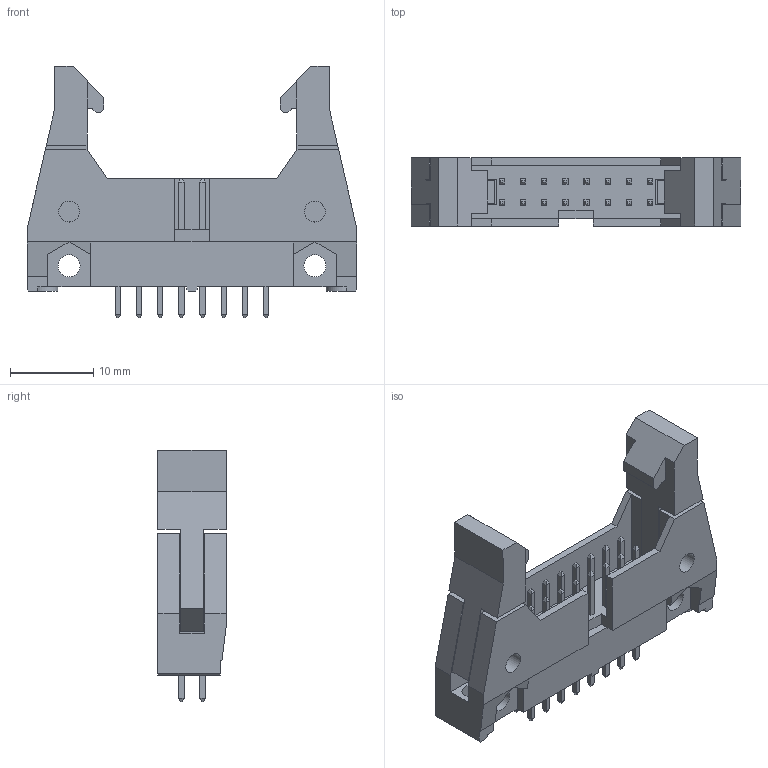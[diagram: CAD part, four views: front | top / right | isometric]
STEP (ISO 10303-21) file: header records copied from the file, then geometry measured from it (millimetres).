
FILE_DESCRIPTION(('FreeCAD Model'),'2;1');
FILE_NAME( 'xg4a-1631.step', '2018-05-08T17:56:55',('kicad StepUp'),('ksu MCAD'), 'Open CASCADE STEP processor 6.5','FreeCAD','Unknown');
FILE_SCHEMA(('AUTOMOTIVE_DESIGN_CC2 { 1 2 10303 214 -1 1 5 4 }'));
Length unit declared in the file: millimetre
Products named in the file (5): ASSEMBLY; Array; Pad; Pad004_(Mirror_#1)001; Cut
Assembly tree (4 placements, depth 2):
  ASSEMBLY
    Array
    Pad
    Pad004_(Mirror_#1)001
    Cut
Bounding box: 39.6 x 8.2 x 30.2 mm (x, y, z)
Volume: 3604.6 mm3; surface area: 4978.8 mm2
Topology: 19 solids, 19 shells, 460 faces, 1168 edges, 745 vertices
Faces by surface type: plane 444, cylinder 16
Full cylindrical faces by diameter (mm): 2.48 x4, 2.5 x4, 2.6 x2, 2.65 x2
Entity records: 13817 total; most frequent: CARTESIAN_POINT 2381, ORIENTED_EDGE 2336, DIRECTION 2160, EDGE_CURVE 1168, LINE 1106, VECTOR 1106, VERTEX_POINT 748, AXIS2_PLACEMENT_3D 527
